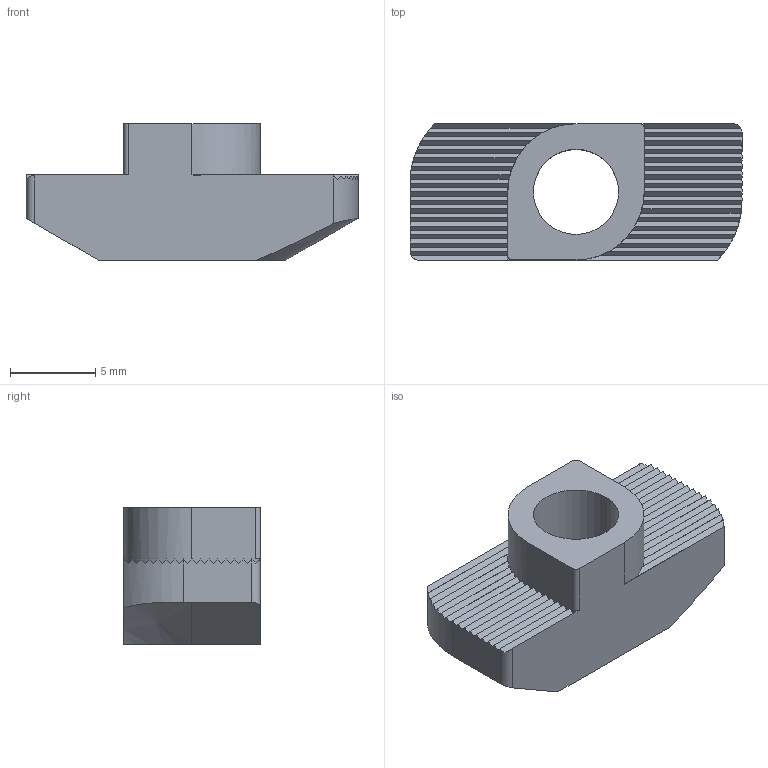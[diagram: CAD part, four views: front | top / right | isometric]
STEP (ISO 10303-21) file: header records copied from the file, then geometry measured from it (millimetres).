
FILE_DESCRIPTION (( 'STEP AP203' ), '1' );
FILE_NAME ('084.302.114.STEP', '2018-03-13T07:42:22', ( '' ), ( '' ), 'SwSTEP 2.0', 'SolidWorks 2016', '' );
FILE_SCHEMA (( 'CONFIG_CONTROL_DESIGN' ));
Length unit declared in the file: millimetre
Products named in the file (1): 084.302.114
Bounding box: 19.5 x 8 x 8 mm (x, y, z)
Volume: 683.1 mm3; surface area: 730.7 mm2
Topology: 1 solids, 1 shells, 88 faces, 250 edges, 164 vertices
Faces by surface type: plane 76, cylinder 10, cone 2
Entity records: 2919 total; most frequent: CARTESIAN_POINT 735, ORIENTED_EDGE 500, DIRECTION 368, EDGE_CURVE 250, LINE 166, VECTOR 166, VERTEX_POINT 164, AXIS2_PLACEMENT_3D 101
